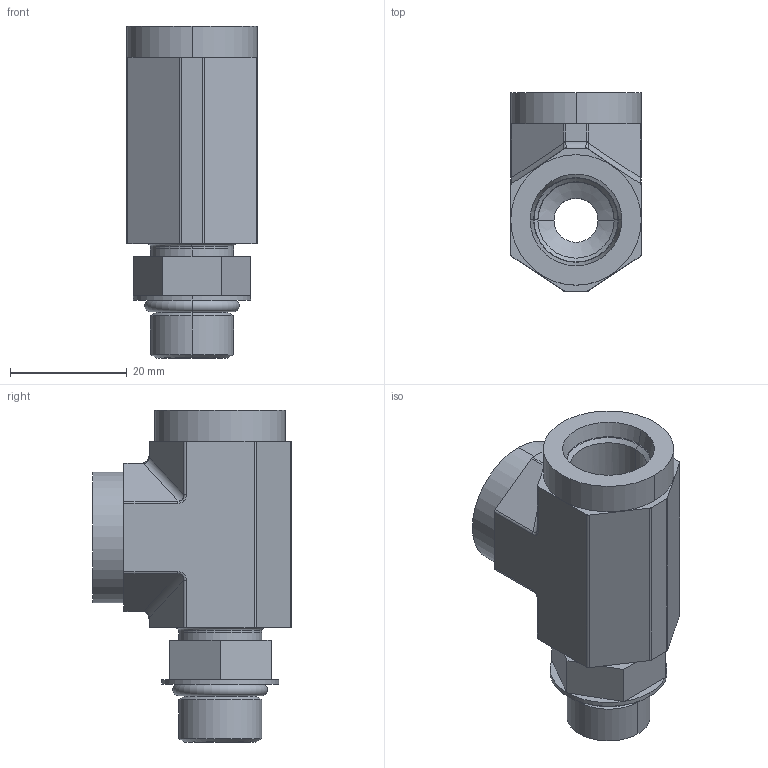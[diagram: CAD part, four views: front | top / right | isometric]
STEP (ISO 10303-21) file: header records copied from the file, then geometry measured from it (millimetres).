
FILE_DESCRIPTION((''),'2;1');
FILE_NAME('ILC30231266','2016-10-26T',('jdw'),(''),'PRO/ENGINEER BY PARAMETRIC TECHNOLOGY CORPORATION, 2013320','PRO/ENGINEER BY PARAMETRIC TECHNOLOGY CORPORATION, 2013320','');
FILE_SCHEMA(('AUTOMOTIVE_DESIGN { 1 0 10303 214 1 1 1 1 }'));
Length unit declared in the file: inch
Products named in the file (1): ILC30231266
Bounding box: 22.4 x 34.04 x 56.9 mm (x, y, z)
Volume: 17224.1 mm3; surface area: 9916 mm2
Topology: 2 solids, 6 shells, 138 faces, 332 edges, 204 vertices
Faces by surface type: cylinder 55, plane 47, bspline 16, cone 14, torus 6
Entity records: 4900 total; most frequent: CARTESIAN_POINT 1548, DIRECTION 692, ORIENTED_EDGE 644, EDGE_CURVE 332, AXIS2_PLACEMENT_3D 271, VERTEX_POINT 204, VECTOR 150, LINE 150
